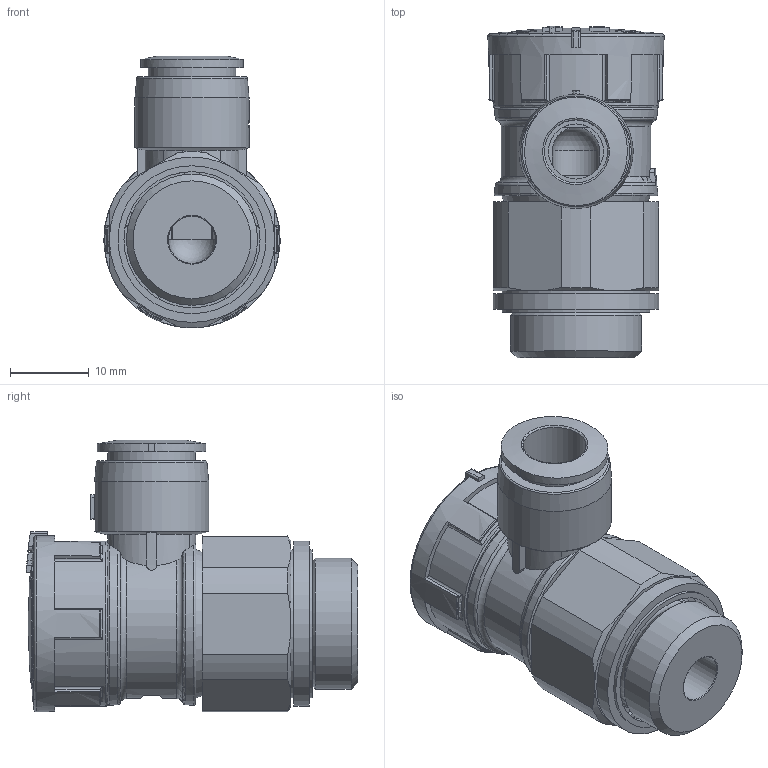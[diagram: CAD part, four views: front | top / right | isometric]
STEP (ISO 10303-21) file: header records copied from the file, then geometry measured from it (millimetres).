
FILE_DESCRIPTION(/* description */ ('STEP AP214'),/* implementation_level */ '2;1');
FILE_NAME(/* name */ '8068731_VFOE-LE-T-G38-Q8',/* time_stamp */ '2024-09-13T10:35:36+02:00',/* author */ ('License CC BY-ND 4.0'),/* organization */ ('CADENAS'),/* preprocessor_version */ 'ST-DEVELOPER v19.3',/* originating_system */ 'PARTsolutions',/* authorisation */ ' ');
FILE_SCHEMA (('AUTOMOTIVE_DESIGN {1 0 10303 214 3 1 1}'));
Length unit declared in the file: millimetre
Products named in the file (3): 8068731 VFOE-LE-T-G38-Q8---(high); 8068731 VFOE-LE-T-G38-Q8---(highp); 34636 OL-3/8
Assembly tree (2 placements, depth 2):
  8068731 VFOE-LE-T-G38-Q8---(high)
    8068731 VFOE-LE-T-G38-Q8---(highp)
    34636 OL-3/8
Bounding box: 22.41 x 42.14 x 34.55 mm (x, y, z)
Volume: 13551.2 mm3; surface area: 6050.1 mm2
Topology: 2 solids, 2 shells, 283 faces, 766 edges, 502 vertices
Faces by surface type: plane 139, cylinder 94, torus 30, cone 14, sphere 6
Full cylindrical faces by diameter (mm): 6 x1, 7 x1, 8 x1, 11.15 x1, 14.5 x1, 16.662 x1, 17.3 x1, 18.8 x2, 21 x2
Entity records: 10562 total; most frequent: CARTESIAN_POINT 1972, ORIENTED_EDGE 1444, DIRECTION 1440, EDGE_CURVE 722, AXIS2_PLACEMENT_3D 576, VERTEX_POINT 488, EDGE_LOOP 332, FACE_BOUND 332
